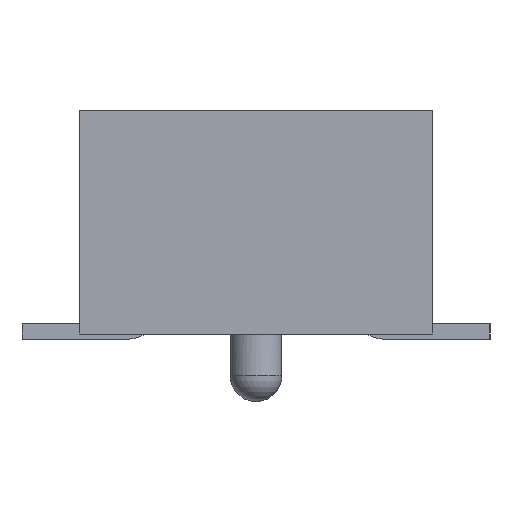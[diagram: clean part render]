
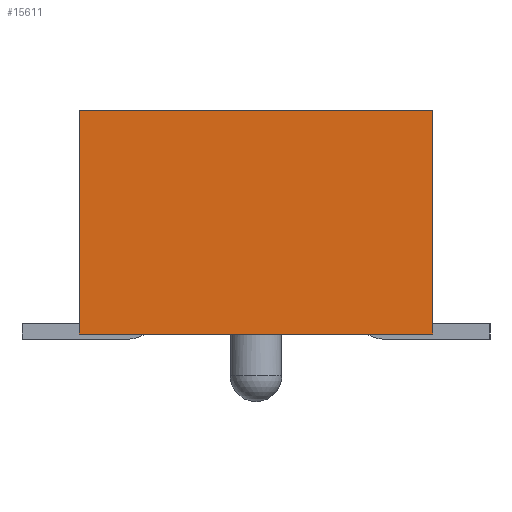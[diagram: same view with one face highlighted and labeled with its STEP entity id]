
A CAD part, left-side view. The second image highlights one B-rep face of the part: STEP entity #15611.
In plain terms, the highlighted planar face has unit normal (-1, 0, 0).
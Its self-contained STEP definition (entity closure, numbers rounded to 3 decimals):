
#1281=FACE_OUTER_BOUND($,#2187,.T.);
#2187=EDGE_LOOP($,(#12420,#12421,#12422,#12423));
#2641=LINE($,#22137,#4429);
#2740=LINE($,#22337,#4528);
#2824=LINE($,#22662,#4612);
#2996=LINE($,#23018,#4784);
#4429=VECTOR($,#17582,3.4);
#4528=VECTOR($,#17691,2.15);
#4612=VECTOR($,#17939,2.15);
#4784=VECTOR($,#18159,3.4);
#6213=VERTEX_POINT($,#22134);
#6214=VERTEX_POINT($,#22136);
#6310=VERTEX_POINT($,#22336);
#6469=VERTEX_POINT($,#22660);
#7691=EDGE_CURVE($,#6213,#6214,#2641,.T.);
#7790=EDGE_CURVE($,#6214,#6310,#2740,.T.);
#7954=EDGE_CURVE($,#6213,#6469,#2824,.T.);
#8134=EDGE_CURVE($,#6469,#6310,#2996,.T.);
#12420=ORIENTED_EDGE($,*,*,#7691,.F.);
#12421=ORIENTED_EDGE($,*,*,#7954,.T.);
#12422=ORIENTED_EDGE($,*,*,#8134,.T.);
#12423=ORIENTED_EDGE($,*,*,#7790,.F.);
#14843=PLANE($,#16844);
#15611=ADVANCED_FACE($,(#1281),#14843,.T.);
#16844=AXIS2_PLACEMENT_3D($,#24527,#19929,#19930);
#17582=DIRECTION($,(0.,-1.,0.));
#17691=DIRECTION($,(0.,0.,-1.));
#17939=DIRECTION($,(0.,0.,-1.));
#18159=DIRECTION($,(0.,-1.,0.));
#19929=DIRECTION('center_axis',(-1.,0.,0.));
#19930=DIRECTION('ref_axis',(0.,-1.,0.));
#22134=CARTESIAN_POINT('',(-6.54,1.7,2.2));
#22136=CARTESIAN_POINT('',(-6.54,-1.7,2.2));
#22137=CARTESIAN_POINT($,(-6.54,1.7,2.2));
#22336=CARTESIAN_POINT('',(-6.54,-1.7,0.05));
#22337=CARTESIAN_POINT($,(-6.54,-1.7,2.2));
#22660=CARTESIAN_POINT('',(-6.54,1.7,0.05));
#22662=CARTESIAN_POINT($,(-6.54,1.7,2.2));
#23018=CARTESIAN_POINT($,(-6.54,1.7,0.05));
#24527=CARTESIAN_POINT('Origin',(-6.54,1.7,2.2));
